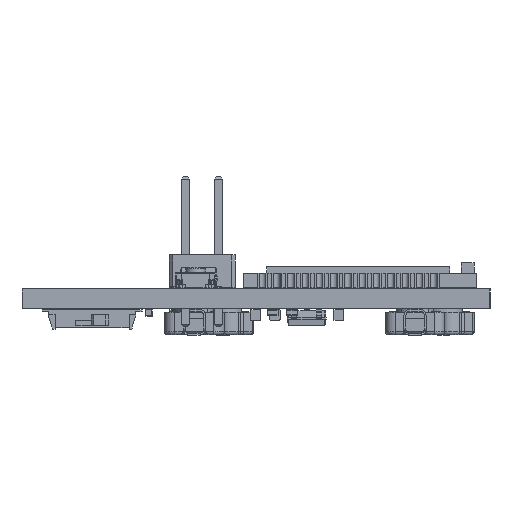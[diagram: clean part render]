
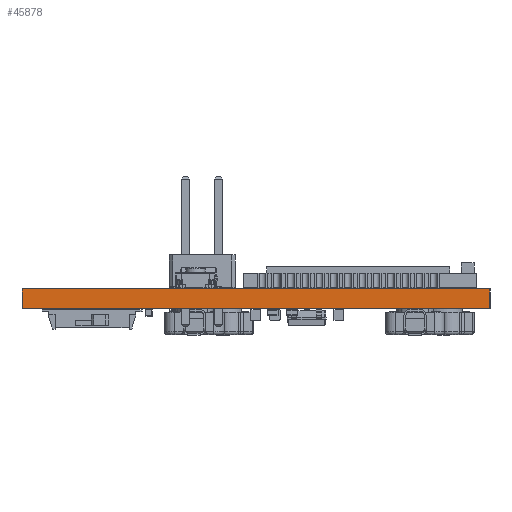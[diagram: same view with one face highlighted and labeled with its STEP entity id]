
A CAD part, left-side view. The second image highlights one B-rep face of the part: STEP entity #45878.
In plain terms, the highlighted planar face has unit normal (-1, 0, 0).
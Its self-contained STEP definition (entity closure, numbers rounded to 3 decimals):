
#45822 = VERTEX_POINT('',#45823);
#45823 = CARTESIAN_POINT('',(28.75,-107.4,1.51));
#45829 = EDGE_CURVE('',#45830,#45822,#45832,.T.);
#45830 = VERTEX_POINT('',#45831);
#45831 = CARTESIAN_POINT('',(28.75,-107.4,0.));
#45832 = LINE('',#45833,#45834);
#45833 = CARTESIAN_POINT('',(28.75,-107.4,0.));
#45834 = VECTOR('',#45835,1.);
#45835 = DIRECTION('',(0.,0.,1.));
#45878 = ADVANCED_FACE('',(#45879),#45904,.T.);
#45879 = FACE_BOUND('',#45880,.T.);
#45880 = EDGE_LOOP('',(#45881,#45882,#45890,#45898));
#45881 = ORIENTED_EDGE('',*,*,#45829,.T.);
#45882 = ORIENTED_EDGE('',*,*,#45883,.T.);
#45883 = EDGE_CURVE('',#45822,#45884,#45886,.T.);
#45884 = VERTEX_POINT('',#45885);
#45885 = CARTESIAN_POINT('',(28.75,-71.35,1.51));
#45886 = LINE('',#45887,#45888);
#45887 = CARTESIAN_POINT('',(28.75,-107.4,1.51));
#45888 = VECTOR('',#45889,1.);
#45889 = DIRECTION('',(0.,1.,0.));
#45890 = ORIENTED_EDGE('',*,*,#45891,.F.);
#45891 = EDGE_CURVE('',#45892,#45884,#45894,.T.);
#45892 = VERTEX_POINT('',#45893);
#45893 = CARTESIAN_POINT('',(28.75,-71.35,0.));
#45894 = LINE('',#45895,#45896);
#45895 = CARTESIAN_POINT('',(28.75,-71.35,0.));
#45896 = VECTOR('',#45897,1.);
#45897 = DIRECTION('',(0.,0.,1.));
#45898 = ORIENTED_EDGE('',*,*,#45899,.F.);
#45899 = EDGE_CURVE('',#45830,#45892,#45900,.T.);
#45900 = LINE('',#45901,#45902);
#45901 = CARTESIAN_POINT('',(28.75,-107.4,0.));
#45902 = VECTOR('',#45903,1.);
#45903 = DIRECTION('',(0.,1.,0.));
#45904 = PLANE('',#45905);
#45905 = AXIS2_PLACEMENT_3D('',#45906,#45907,#45908);
#45906 = CARTESIAN_POINT('',(28.75,-107.4,0.));
#45907 = DIRECTION('',(-1.,0.,0.));
#45908 = DIRECTION('',(0.,1.,0.));
